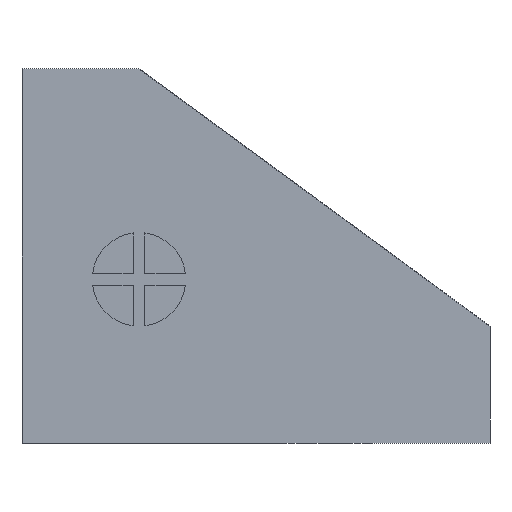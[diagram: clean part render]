
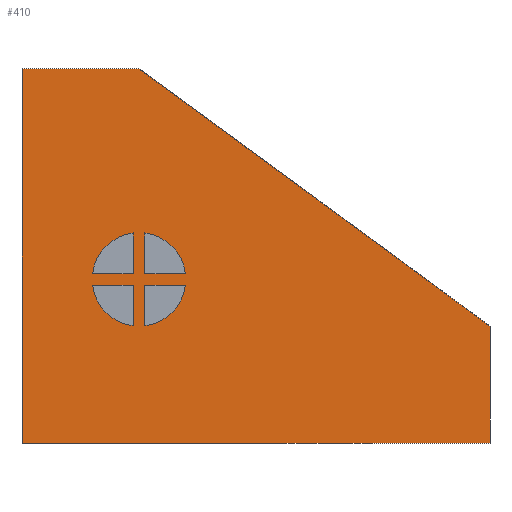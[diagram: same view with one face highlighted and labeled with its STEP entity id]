
A CAD part, front view. The second image highlights one B-rep face of the part: STEP entity #410.
In plain terms, the highlighted planar face has unit normal (0, -1, 0).
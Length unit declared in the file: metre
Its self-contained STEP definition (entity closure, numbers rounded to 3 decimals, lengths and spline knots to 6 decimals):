
#22=CIRCLE('',#453,0.0127);
#23=CIRCLE('',#454,0.0127);
#24=CIRCLE('',#455,0.0127);
#25=CIRCLE('',#456,0.0127);
#42=ORIENTED_EDGE('',*,*,#152,.F.);
#43=ORIENTED_EDGE('',*,*,#153,.T.);
#44=ORIENTED_EDGE('',*,*,#154,.F.);
#45=ORIENTED_EDGE('',*,*,#155,.T.);
#46=ORIENTED_EDGE('',*,*,#140,.T.);
#47=ORIENTED_EDGE('',*,*,#156,.T.);
#48=ORIENTED_EDGE('',*,*,#146,.T.);
#49=ORIENTED_EDGE('',*,*,#157,.T.);
#50=ORIENTED_EDGE('',*,*,#158,.F.);
#51=ORIENTED_EDGE('',*,*,#159,.T.);
#52=ORIENTED_EDGE('',*,*,#160,.T.);
#53=ORIENTED_EDGE('',*,*,#161,.F.);
#54=ORIENTED_EDGE('',*,*,#162,.T.);
#55=ORIENTED_EDGE('',*,*,#163,.F.);
#56=ORIENTED_EDGE('',*,*,#164,.T.);
#57=ORIENTED_EDGE('',*,*,#165,.T.);
#58=ORIENTED_EDGE('',*,*,#166,.F.);
#140=EDGE_CURVE('',#195,#196,#233,.T.);
#146=EDGE_CURVE('',#201,#202,#237,.T.);
#152=EDGE_CURVE('',#207,#208,#22,.T.);
#153=EDGE_CURVE('',#207,#209,#241,.T.);
#154=EDGE_CURVE('',#208,#209,#242,.T.);
#155=EDGE_CURVE('',#210,#195,#243,.T.);
#156=EDGE_CURVE('',#196,#201,#244,.T.);
#157=EDGE_CURVE('',#202,#210,#245,.T.);
#158=EDGE_CURVE('',#211,#212,#23,.T.);
#159=EDGE_CURVE('',#211,#213,#246,.T.);
#160=EDGE_CURVE('',#213,#212,#247,.T.);
#161=EDGE_CURVE('',#214,#215,#248,.T.);
#162=EDGE_CURVE('',#214,#216,#249,.T.);
#163=EDGE_CURVE('',#215,#216,#24,.T.);
#164=EDGE_CURVE('',#217,#218,#250,.T.);
#165=EDGE_CURVE('',#218,#219,#251,.T.);
#166=EDGE_CURVE('',#217,#219,#25,.T.);
#195=VERTEX_POINT('',#605);
#196=VERTEX_POINT('',#606);
#201=VERTEX_POINT('',#618);
#202=VERTEX_POINT('',#619);
#207=VERTEX_POINT('',#631);
#208=VERTEX_POINT('',#632);
#209=VERTEX_POINT('',#634);
#210=VERTEX_POINT('',#637);
#211=VERTEX_POINT('',#641);
#212=VERTEX_POINT('',#642);
#213=VERTEX_POINT('',#644);
#214=VERTEX_POINT('',#647);
#215=VERTEX_POINT('',#648);
#216=VERTEX_POINT('',#650);
#217=VERTEX_POINT('',#653);
#218=VERTEX_POINT('',#654);
#219=VERTEX_POINT('',#656);
#233=LINE('',#604,#276);
#237=LINE('',#617,#280);
#241=LINE('',#633,#284);
#242=LINE('',#635,#285);
#243=LINE('',#636,#286);
#244=LINE('',#638,#287);
#245=LINE('',#639,#288);
#246=LINE('',#643,#289);
#247=LINE('',#645,#290);
#248=LINE('',#646,#291);
#249=LINE('',#649,#292);
#250=LINE('',#652,#293);
#251=LINE('',#655,#294);
#276=VECTOR('',#487,1.);
#280=VECTOR('',#497,1.);
#284=VECTOR('',#509,1.);
#285=VECTOR('',#510,1.);
#286=VECTOR('',#511,1.);
#287=VECTOR('',#512,1.);
#288=VECTOR('',#513,1.);
#289=VECTOR('',#516,1.);
#290=VECTOR('',#517,1.);
#291=VECTOR('',#518,1.);
#292=VECTOR('',#519,1.);
#293=VECTOR('',#522,1.);
#294=VECTOR('',#523,1.);
#325=EDGE_LOOP('',(#42,#43,#44));
#326=EDGE_LOOP('',(#45,#46,#47,#48,#49));
#327=EDGE_LOOP('',(#50,#51,#52));
#328=EDGE_LOOP('',(#53,#54,#55));
#329=EDGE_LOOP('',(#56,#57,#58));
#360=FACE_BOUND('',#325,.T.);
#361=FACE_BOUND('',#326,.T.);
#362=FACE_BOUND('',#327,.T.);
#363=FACE_BOUND('',#328,.T.);
#364=FACE_BOUND('',#329,.T.);
#391=PLANE('',#452);
#410=ADVANCED_FACE('',(#360,#361,#362,#363,#364),#391,.T.);
#452=AXIS2_PLACEMENT_3D('',#629,#505,#506);
#453=AXIS2_PLACEMENT_3D('',#630,#507,#508);
#454=AXIS2_PLACEMENT_3D('',#640,#514,#515);
#455=AXIS2_PLACEMENT_3D('',#651,#520,#521);
#456=AXIS2_PLACEMENT_3D('',#657,#524,#525);
#487=DIRECTION('',(1.,0.,0.));
#497=DIRECTION('',(-0.806,0.,0.591));
#505=DIRECTION('',(0.,-1.,0.));
#506=DIRECTION('',(1.,0.,0.));
#507=DIRECTION('',(0.,-1.,0.));
#508=DIRECTION('',(0.,0.,-1.));
#509=DIRECTION('',(-1.,0.,0.));
#510=DIRECTION('',(0.,0.,-1.));
#511=DIRECTION('',(0.,0.,-1.));
#512=DIRECTION('',(0.,0.,1.));
#513=DIRECTION('',(-1.,0.,0.));
#514=DIRECTION('',(0.,-1.,0.));
#515=DIRECTION('',(0.,0.,-1.));
#516=DIRECTION('',(0.,0.,-1.));
#517=DIRECTION('',(-1.,0.,0.));
#518=DIRECTION('',(0.,0.,-1.));
#519=DIRECTION('',(1.,0.,0.));
#520=DIRECTION('',(0.,-1.,0.));
#521=DIRECTION('',(0.,0.,-1.));
#522=DIRECTION('',(1.,0.,0.));
#523=DIRECTION('',(0.,0.,-1.));
#524=DIRECTION('',(0.,-1.,0.));
#525=DIRECTION('',(0.,0.,-1.));
#604=CARTESIAN_POINT('',(0.0635,0.,0.));
#605=CARTESIAN_POINT('',(0.,0.,0.));
#606=CARTESIAN_POINT('',(0.127,0.,0.));
#617=CARTESIAN_POINT('',(0.079375,0.,0.066675));
#618=CARTESIAN_POINT('',(0.127,0.,0.03175));
#619=CARTESIAN_POINT('',(0.03175,0.,0.1016));
#629=CARTESIAN_POINT('',(0.0635,0.,0.0508));
#630=CARTESIAN_POINT('',(0.03175,0.,0.04445));
#631=CARTESIAN_POINT('',(0.04435,0.,0.046038));
#632=CARTESIAN_POINT('',(0.033338,0.,0.05705));
#633=CARTESIAN_POINT('',(0.038844,0.,0.046038));
#634=CARTESIAN_POINT('',(0.033338,0.,0.046038));
#635=CARTESIAN_POINT('',(0.033338,0.,0.051544));
#636=CARTESIAN_POINT('',(0.,0.,0.0508));
#637=CARTESIAN_POINT('',(0.,0.,0.1016));
#638=CARTESIAN_POINT('',(0.127,0.,0.015875));
#639=CARTESIAN_POINT('',(0.015875,0.,0.1016));
#640=CARTESIAN_POINT('',(0.03175,0.,0.04445));
#641=CARTESIAN_POINT('',(0.030163,0.,0.05705));
#642=CARTESIAN_POINT('',(0.01915,0.,0.046038));
#643=CARTESIAN_POINT('',(0.030163,0.,0.051544));
#644=CARTESIAN_POINT('',(0.030163,0.,0.046038));
#645=CARTESIAN_POINT('',(0.024656,0.,0.046038));
#646=CARTESIAN_POINT('',(0.033338,0.,0.037356));
#647=CARTESIAN_POINT('',(0.033338,0.,0.042863));
#648=CARTESIAN_POINT('',(0.033338,0.,0.03185));
#649=CARTESIAN_POINT('',(0.038844,0.,0.042863));
#650=CARTESIAN_POINT('',(0.04435,0.,0.042863));
#651=CARTESIAN_POINT('',(0.03175,0.,0.04445));
#652=CARTESIAN_POINT('',(0.024656,0.,0.042863));
#653=CARTESIAN_POINT('',(0.01915,0.,0.042863));
#654=CARTESIAN_POINT('',(0.030163,0.,0.042863));
#655=CARTESIAN_POINT('',(0.030163,0.,0.037356));
#656=CARTESIAN_POINT('',(0.030163,0.,0.03185));
#657=CARTESIAN_POINT('',(0.03175,0.,0.04445));
